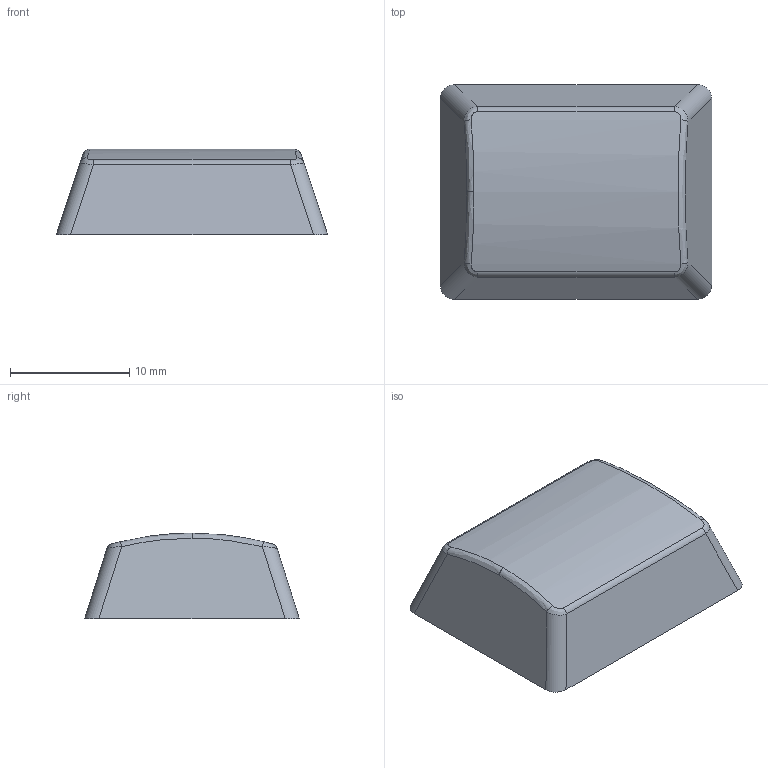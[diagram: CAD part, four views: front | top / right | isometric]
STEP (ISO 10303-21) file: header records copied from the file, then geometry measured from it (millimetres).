
FILE_DESCRIPTION(('HOOPS Exchange Step'),'2;1');
FILE_NAME('temp_export','2023-12-18T10:17:55-05:00',('jscotto'),('Shapr3D Limited'),'HOOPS Exchange 2023.2','Shapr3D','Authorized');
FILE_SCHEMA( ('AUTOMOTIVE_DESIGN { 1 0 10303 214 1 1 1 1 }') );
Length unit declared in the file: millimetre
Products named in the file (1): 1.25u (Convex)
Bounding box: 22.76 x 18 x 7.2 mm (x, y, z)
Volume: 1189.3 mm3; surface area: 1462.4 mm2
Topology: 1 solids, 1 shells, 63 faces, 147 edges, 85 vertices
Faces by surface type: plane 36, cylinder 16, bspline 7, sphere 4
Full cylindrical faces by diameter (mm): 5.8 x1
Entity records: 2791 total; most frequent: CARTESIAN_POINT 1372, ORIENTED_EDGE 286, DIRECTION 285, EDGE_CURVE 143, VECTOR 97, LINE 97, AXIS2_PLACEMENT_3D 94, VERTEX_POINT 85
